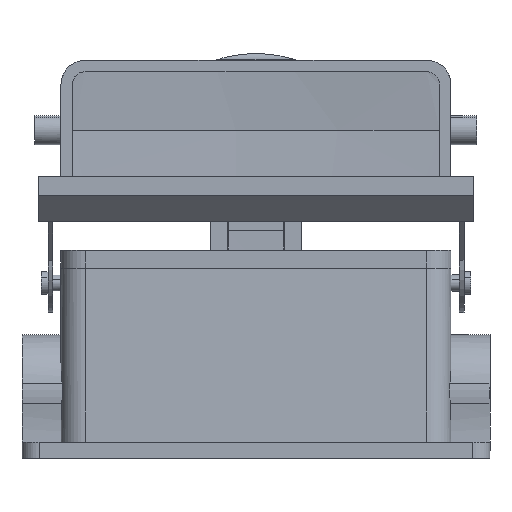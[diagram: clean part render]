
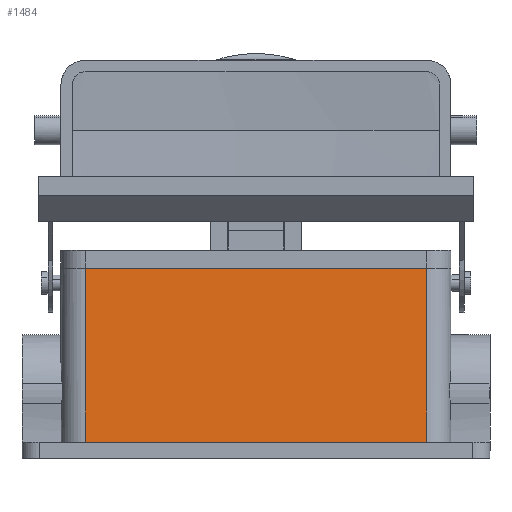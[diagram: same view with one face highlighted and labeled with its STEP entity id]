
A CAD part, left-side view. The second image highlights one B-rep face of the part: STEP entity #1484.
In plain terms, the highlighted planar face has unit normal (-0.999, 0, 0.044).
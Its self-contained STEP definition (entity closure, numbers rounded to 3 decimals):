
#1457=AXIS2_PLACEMENT_3D('Plane Axis2P3D',#1454,#1455,#1456) ;
#684=CARTESIAN_POINT('Line Origine',(18.5,72.,58.5)) ;
#688=CARTESIAN_POINT('Vertex',(18.5,124.5,58.5)) ;
#690=CARTESIAN_POINT('Vertex',(18.5,19.5,58.5)) ;
#1454=CARTESIAN_POINT('Axis2P3D Location',(18.5,72.,58.5)) ;
#1459=CARTESIAN_POINT('Line Origine',(17.332,19.5,31.75)) ;
#1463=CARTESIAN_POINT('Vertex',(16.164,19.5,5.)) ;
#1466=CARTESIAN_POINT('Line Origine',(17.332,124.5,31.75)) ;
#1470=CARTESIAN_POINT('Vertex',(16.164,124.5,5.)) ;
#1473=CARTESIAN_POINT('Line Origine',(16.164,72.,5.)) ;
#685=DIRECTION('Vector Direction',(0.,1.,0.)) ;
#1455=DIRECTION('Axis2P3D Direction',(-0.999,0.,0.044)) ;
#1456=DIRECTION('Axis2P3D XDirection',(0.,1.,0.)) ;
#1460=DIRECTION('Vector Direction',(-0.044,0.,-0.999)) ;
#1467=DIRECTION('Vector Direction',(-0.044,0.,-0.999)) ;
#1474=DIRECTION('Vector Direction',(0.,1.,0.)) ;
#686=VECTOR('Line Direction',#685,1.) ;
#1461=VECTOR('Line Direction',#1460,1.) ;
#1468=VECTOR('Line Direction',#1467,1.) ;
#1475=VECTOR('Line Direction',#1474,1.) ;
#1479=ORIENTED_EDGE('',*,*,#1465,.F.) ;
#1480=ORIENTED_EDGE('',*,*,#692,.F.) ;
#1481=ORIENTED_EDGE('',*,*,#1472,.F.) ;
#1482=ORIENTED_EDGE('',*,*,#1477,.F.) ;
#1484=ADVANCED_FACE('Housing',(#1483),#1458,.T.) ;
#692=EDGE_CURVE('',#689,#691,#687,.F.) ;
#1465=EDGE_CURVE('',#691,#1464,#1462,.T.) ;
#1472=EDGE_CURVE('',#1471,#689,#1469,.F.) ;
#1477=EDGE_CURVE('',#1464,#1471,#1476,.T.) ;
#1478=EDGE_LOOP('',(#1479,#1480,#1481,#1482)) ;
#1483=FACE_OUTER_BOUND('',#1478,.T.) ;
#687=LINE('Line',#684,#686) ;
#1462=LINE('Line',#1459,#1461) ;
#1469=LINE('Line',#1466,#1468) ;
#1476=LINE('Line',#1473,#1475) ;
#1458=PLANE('',#1457) ;
#689=VERTEX_POINT('',#688) ;
#691=VERTEX_POINT('',#690) ;
#1464=VERTEX_POINT('',#1463) ;
#1471=VERTEX_POINT('',#1470) ;
